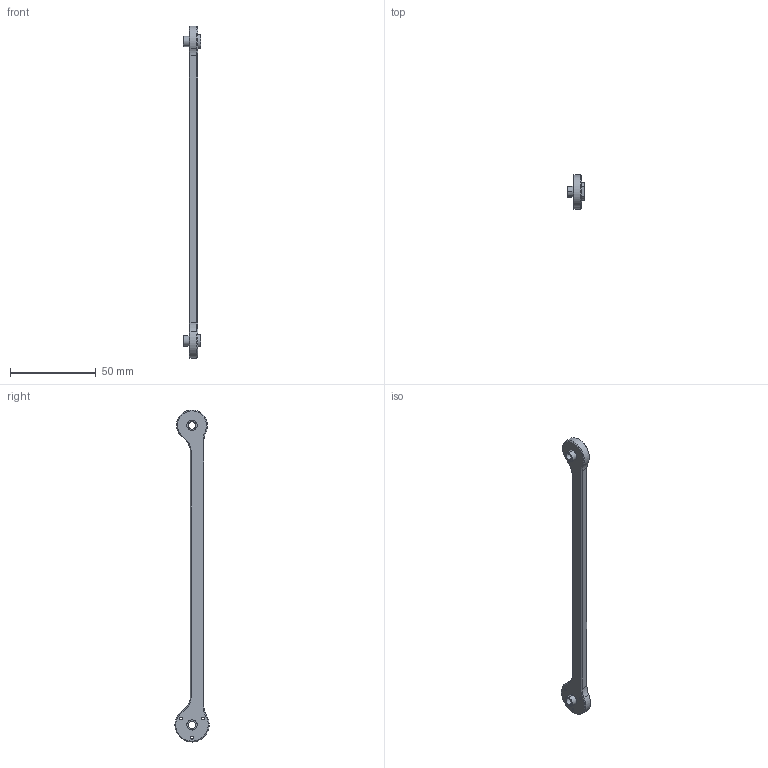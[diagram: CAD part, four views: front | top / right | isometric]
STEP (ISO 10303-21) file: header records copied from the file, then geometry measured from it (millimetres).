
FILE_DESCRIPTION(('FreeCAD Model'),'2;1');
FILE_NAME('Open CASCADE Shape Model','2024-08-05T12:29:12',('Author'),( ''),'Open CASCADE STEP processor 7.6','FreeCAD','Unknown');
FILE_SCHEMA(('AUTOMOTIVE_DESIGN { 1 0 10303 214 1 1 1 1 }'));
Length unit declared in the file: millimetre
Products named in the file (1): 2204159600_36___
Bounding box: 10.5 x 19.97 x 194 mm (x, y, z)
Surface area: 6059.5 mm2 (no closed solid volume)
Topology: 0 solids, 1 shells, 55 faces, 130 edges, 81 vertices
Faces by surface type: cylinder 25, plane 16, cone 14
Entity records: 1628 total; most frequent: DIRECTION 296, CARTESIAN_POINT 282, ORIENTED_EDGE 260, EDGE_CURVE 130, AXIS2_PLACEMENT_3D 121, VERTEX_POINT 81, FACE_BOUND 69, EDGE_LOOP 69
